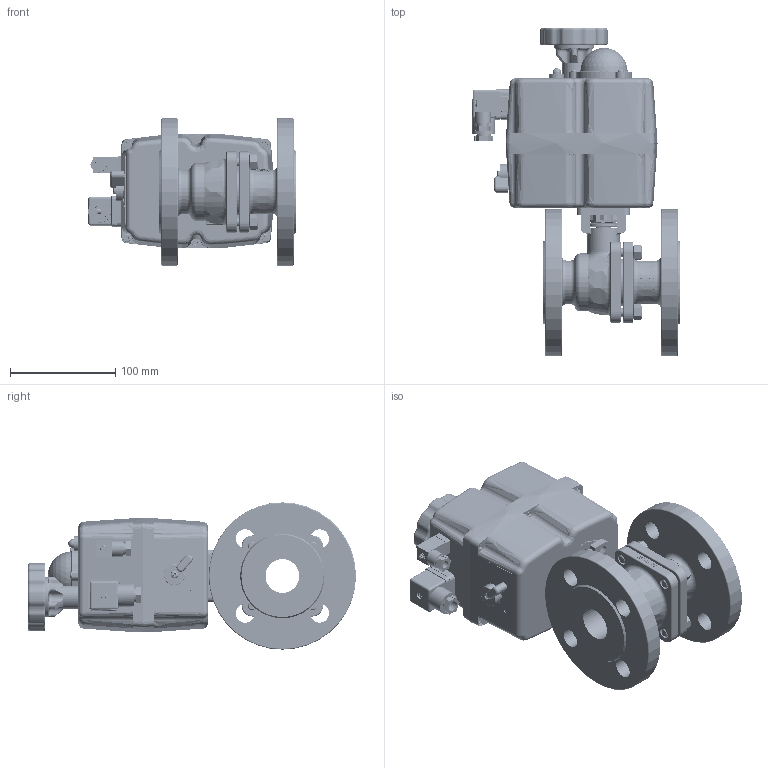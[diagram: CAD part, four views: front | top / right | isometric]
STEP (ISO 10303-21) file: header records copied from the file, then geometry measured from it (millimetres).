
FILE_DESCRIPTION (( 'STEP AP214' ), '1' );
FILE_NAME ('KH155-DN32-PN40-Flanschkugelhahn-Elektrischer-Schwenkantrieb-J4C-S35-24V-240V-Fergo.STEP', '2023-05-15T09:59:13', ( '' ), ( '' ), 'SwSTEP 2.0', 'SolidWorks 2022', '' );
FILE_SCHEMA (( 'AUTOMOTIVE_DESIGN' ));
Length unit declared in the file: millimetre
Products named in the file (3): J&J S-20+35; KH155-DN32-PN40-Flanschkugelhahn-Elektrischer-Schwenkantrieb-J4C-S35-24V-240V-Fergo; KH155-DN32PN40FL1-4408F4
Assembly tree (2 placements, depth 2):
  KH155-DN32-PN40-Flanschkugelhahn-Elektrischer-Schwenkantrieb-J4C-S35-24V-240V-Fergo
    KH155-DN32PN40FL1-4408F4
    J&J S-20+35
Bounding box: 197.31 x 311.8 x 140 mm (x, y, z)
Volume: 1183424.2 mm3; surface area: 417783.2 mm2
Topology: 71 solids, 71 shells, 5678 faces, 14001 edges, 8534 vertices
Faces by surface type: cylinder 1776, plane 1431, cone 1215, torus 660, bspline 463, sphere 133
Entity records: 227241 total; most frequent: CARTESIAN_POINT 92403, DIRECTION 29105, ORIENTED_EDGE 27728, EDGE_CURVE 13864, AXIS2_PLACEMENT_3D 11626, VERTEX_POINT 8528, CIRCLE 6406, EDGE_LOOP 6102
